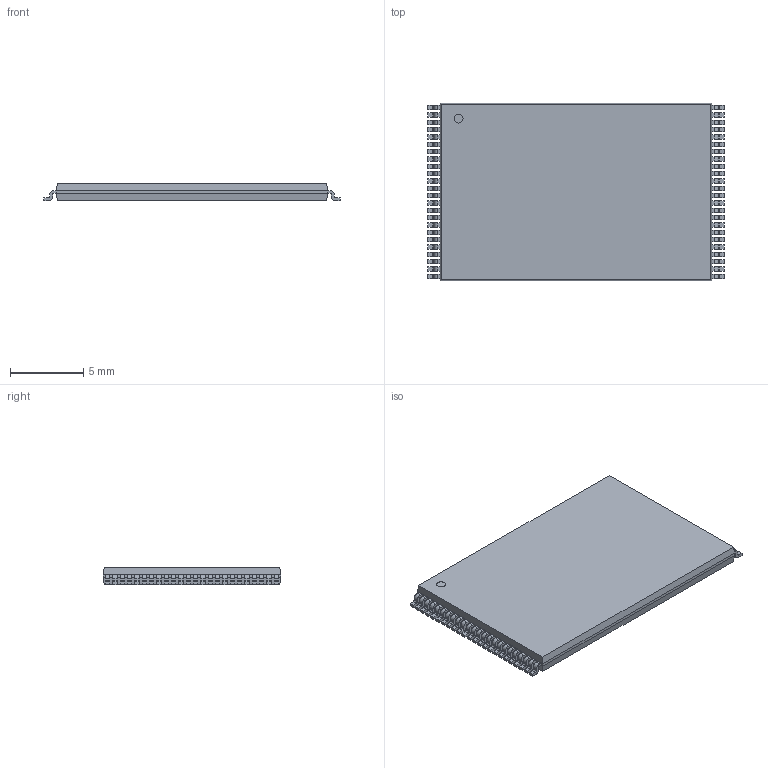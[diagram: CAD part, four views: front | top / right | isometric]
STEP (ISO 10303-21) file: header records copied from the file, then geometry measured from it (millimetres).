
FILE_DESCRIPTION (( 'STEP AP214' ), '1' );
FILE_NAME ('User Library-TSOP48-1.STEP', '2017-06-13T07:32:35', ( 'Windows User' ), ( '' ), 'SwSTEP 2.0', 'SolidWorks 2017', '' );
FILE_SCHEMA (( 'AUTOMOTIVE_DESIGN' ));
Length unit declared in the file: millimetre
Products named in the file (4): User Library-TSOP48-1_Symmetry of Pin_1; User Library-TSOP48-1_Pin; User Library-TSOP48-1_body; User Library-TSOP48-1
Assembly tree (49 placements, depth 2):
  User Library-TSOP48-1
    User Library-TSOP48-1_body
    User Library-TSOP48-1_Pin  x24
    User Library-TSOP48-1_Symmetry of Pin_1  x24
Bounding box: 20.2 x 12.1 x 1.2 mm (x, y, z)
Volume: 270.3 mm3; surface area: 582.8 mm2
Topology: 49 solids, 49 shells, 689 faces, 1762 edges, 1172 vertices
Faces by surface type: plane 495, cylinder 194
Entity records: 2293 total; most frequent: DIRECTION 320, CARTESIAN_POINT 271, ORIENTED_EDGE 212, AXIS2_PLACEMENT_3D 117, EDGE_CURVE 106, LINE 86, VECTOR 86, VERTEX_POINT 68
